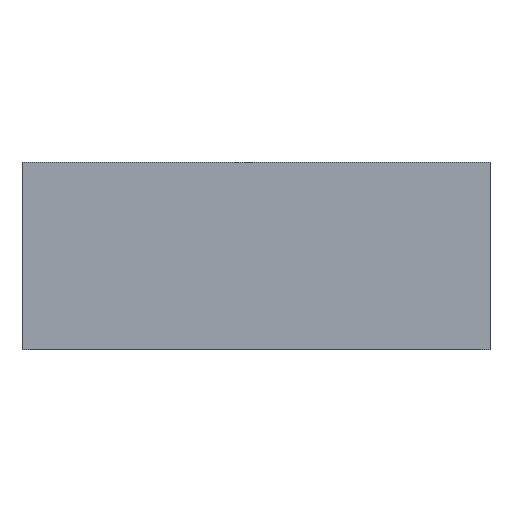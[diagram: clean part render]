
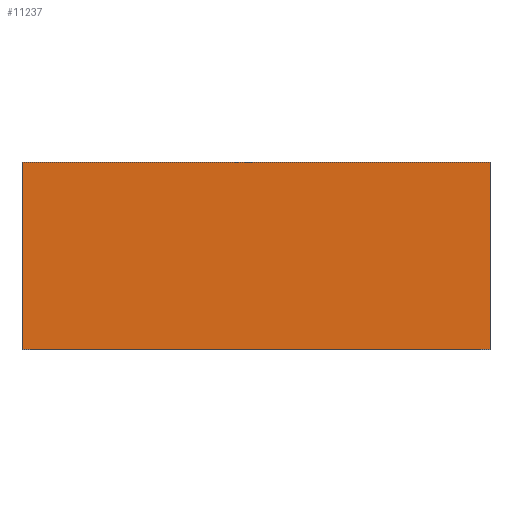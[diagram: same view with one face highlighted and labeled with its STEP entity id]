
A CAD part, top view. The second image highlights one B-rep face of the part: STEP entity #11237.
In plain terms, the highlighted planar face has unit normal (0, 0, 1).
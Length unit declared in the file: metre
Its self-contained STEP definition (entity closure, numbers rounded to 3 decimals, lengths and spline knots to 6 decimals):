
#82 = CARTESIAN_POINT ( 'NONE',  ( -0.1, -1.2192, -1.16 ) ) ;
#404 = VERTEX_POINT ( 'NONE', #10750 ) ;
#458 = DIRECTION ( 'NONE',  ( 0., -1., 0. ) ) ;
#1016 = PLANE ( 'NONE',  #11913 ) ;
#1322 = EDGE_CURVE ( 'NONE', #11930, #7621, #8856, .T. ) ;
#1841 = VECTOR ( 'NONE', #4207, 1. ) ;
#1989 = CARTESIAN_POINT ( 'NONE',  ( -0.1, 1.2192, -1.16 ) ) ;
#2075 = VERTEX_POINT ( 'NONE', #82 ) ;
#2080 = VECTOR ( 'NONE', #8796, 1. ) ;
#2689 = CARTESIAN_POINT ( 'NONE',  ( -0.1, -1.2192, -1.16 ) ) ;
#2841 = LINE ( 'NONE', #1989, #2080 ) ;
#2910 = EDGE_LOOP ( 'NONE', ( #14568, #14563, #12575, #11945 ) ) ;
#3644 = VECTOR ( 'NONE', #458, 1. ) ;
#4207 = DIRECTION ( 'NONE',  ( 1., 0., 0. ) ) ;
#4258 = CARTESIAN_POINT ( 'NONE',  ( -6.196, 1.2192, -1.16 ) ) ;
#4399 = EDGE_CURVE ( 'NONE', #2075, #11930, #2841, .T. ) ;
#4475 = EDGE_CURVE ( 'NONE', #404, #2075, #12906, .T. ) ;
#5092 = VECTOR ( 'NONE', #13296, 1. ) ;
#5378 = DIRECTION ( 'NONE',  ( 1., 0., 0. ) ) ;
#5685 = CARTESIAN_POINT ( 'NONE',  ( -0.1, 1.2192, -1.16 ) ) ;
#6769 = DIRECTION ( 'NONE',  ( 0., 0., 1. ) ) ;
#7621 = VERTEX_POINT ( 'NONE', #4258 ) ;
#7668 = CARTESIAN_POINT ( 'NONE',  ( -0.1, 1.2192, -1.16 ) ) ;
#8297 = LINE ( 'NONE', #12817, #3644 ) ;
#8796 = DIRECTION ( 'NONE',  ( 0., 1., 0. ) ) ;
#8856 = LINE ( 'NONE', #7668, #5092 ) ;
#10750 = CARTESIAN_POINT ( 'NONE',  ( -6.196, -1.2192, -1.16 ) ) ;
#11081 = CARTESIAN_POINT ( 'NONE',  ( 0., 0., -1.16 ) ) ;
#11237 = ADVANCED_FACE ( 'NONE', ( #12394 ), #1016, .T. ) ;
#11741 = EDGE_CURVE ( 'NONE', #7621, #404, #8297, .T. ) ;
#11913 = AXIS2_PLACEMENT_3D ( 'NONE', #11081, #6769, #5378 ) ;
#11930 = VERTEX_POINT ( 'NONE', #5685 ) ;
#11945 = ORIENTED_EDGE ( 'NONE', *, *, #4475, .T. ) ;
#12394 = FACE_OUTER_BOUND ( 'NONE', #2910, .T. ) ;
#12575 = ORIENTED_EDGE ( 'NONE', *, *, #11741, .T. ) ;
#12817 = CARTESIAN_POINT ( 'NONE',  ( -6.196, 1.2192, -1.16 ) ) ;
#12906 = LINE ( 'NONE', #2689, #1841 ) ;
#13296 = DIRECTION ( 'NONE',  ( -1., 0., 0. ) ) ;
#14563 = ORIENTED_EDGE ( 'NONE', *, *, #1322, .T. ) ;
#14568 = ORIENTED_EDGE ( 'NONE', *, *, #4399, .T. ) ;
